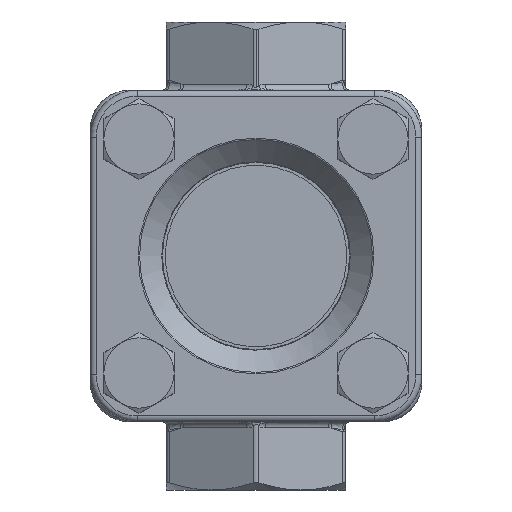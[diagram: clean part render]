
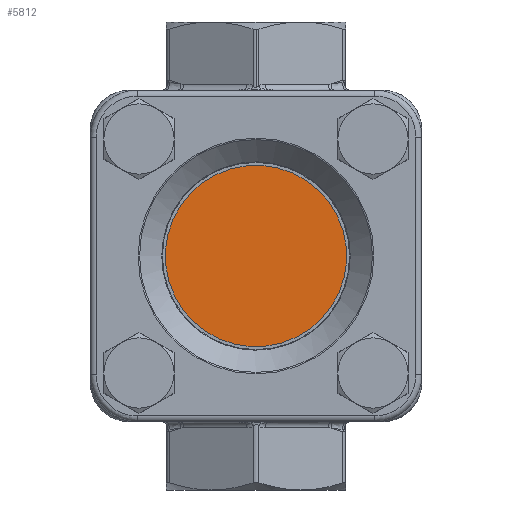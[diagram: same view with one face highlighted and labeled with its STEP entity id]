
A CAD part, front view. The second image highlights one B-rep face of the part: STEP entity #5812.
In plain terms, the highlighted planar face has unit normal (0, -1, 0).
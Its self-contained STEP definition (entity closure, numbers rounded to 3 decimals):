
#5742=CARTESIAN_POINT('',(31.5,-34.7,0.));
#5743=VERTEX_POINT('',#5742);
#5744=CARTESIAN_POINT('',(-31.5,-34.7,0.));
#5745=VERTEX_POINT('',#5744);
#5746=CARTESIAN_POINT('',(0.,-34.7,0.));
#5747=DIRECTION('',(-0.,-1.,0.));
#5748=DIRECTION('',(-1.,0.,0.));
#5749=AXIS2_PLACEMENT_3D('',#5746,#5747,#5748);
#5750=CIRCLE('',#5749,31.5);
#5751=EDGE_CURVE('NONE',#5743,#5745,#5750,.T.);
#5785=CARTESIAN_POINT('',(0.,-34.7,0.));
#5786=DIRECTION('',(-0.,-1.,0.));
#5787=DIRECTION('',(-1.,0.,0.));
#5788=AXIS2_PLACEMENT_3D('',#5785,#5786,#5787);
#5789=CIRCLE('',#5788,31.5);
#5790=EDGE_CURVE('NONE',#5745,#5743,#5789,.T.);
#5803=CARTESIAN_POINT('',(0.,-34.7,0.));
#5804=DIRECTION('',(0.,-1.,0.));
#5805=DIRECTION('',(1.,0.,0.));
#5806=AXIS2_PLACEMENT_3D('',#5803,#5804,#5805);
#5807=PLANE('',#5806);
#5808=ORIENTED_EDGE('',*,*,#5790,.T.);
#5809=ORIENTED_EDGE('',*,*,#5751,.T.);
#5810=EDGE_LOOP('',(#5808,#5809));
#5811=FACE_BOUND('',#5810,.T.);
#5812=ADVANCED_FACE('NONE',(#5811),#5807,.T.);
